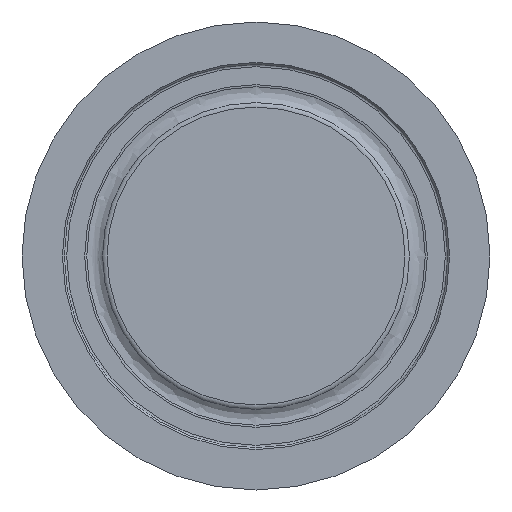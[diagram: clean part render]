
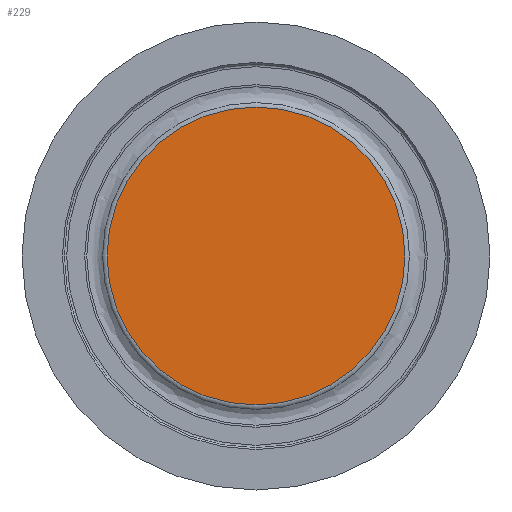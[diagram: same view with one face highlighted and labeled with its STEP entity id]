
A CAD part, left-side view. The second image highlights one B-rep face of the part: STEP entity #229.
In plain terms, the highlighted planar face has unit normal (-1, 0, 0).
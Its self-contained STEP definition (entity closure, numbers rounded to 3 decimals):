
#213=CARTESIAN_POINT('',(-12.875,12.334,0.0));
#214=DIRECTION('',(-1.0,0.0,0.0));
#215=DIRECTION('',(0.0,0.0,1.0));
#216=AXIS2_PLACEMENT_3D('',#213,#214,#215);
#217=PLANE('',#216);
#218=CARTESIAN_POINT('',(-12.875,24.668,0.0));
#219=VERTEX_POINT('',#218);
#220=CARTESIAN_POINT('',(-12.875,0.,0.0));
#221=DIRECTION('',(1.0,0.0,0.0));
#222=DIRECTION('',(0.0,1.0,0.0));
#223=AXIS2_PLACEMENT_3D('',#220,#221,#222);
#224=CIRCLE('',#223,24.668);
#225=EDGE_CURVE('',#219,#219,#224,.T.);
#226=ORIENTED_EDGE('',*,*,#225,.F.);
#227=EDGE_LOOP('',(#226));
#228=FACE_OUTER_BOUND('',#227,.T.);
#229=ADVANCED_FACE('',(#228),#217,.T.);
